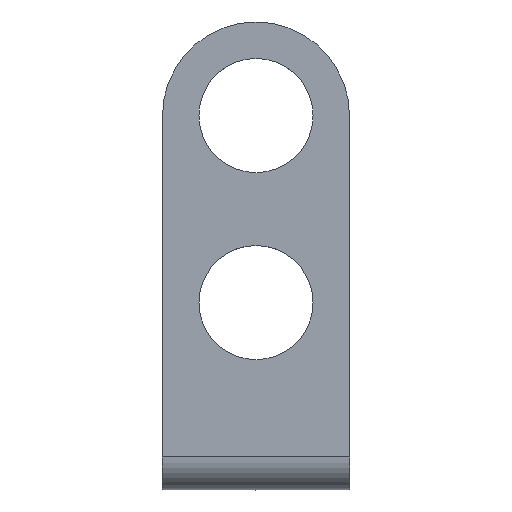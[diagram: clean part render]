
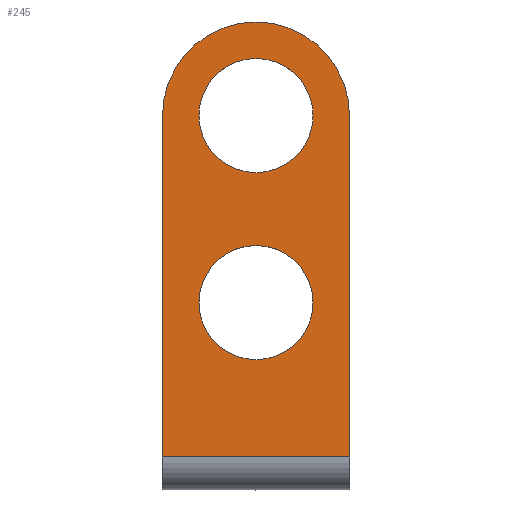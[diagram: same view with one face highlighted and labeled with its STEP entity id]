
A CAD part, top view. The second image highlights one B-rep face of the part: STEP entity #245.
In plain terms, the highlighted planar face has unit normal (0, 0, 1).
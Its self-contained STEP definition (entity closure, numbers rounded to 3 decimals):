
#78 = VERTEX_POINT ( 'NONE', #511 ) ;
#79 = EDGE_CURVE ( 'NONE', #80, #78, #510, .T. ) ;
#80 = VERTEX_POINT ( 'NONE', #505 ) ;
#110 = VERTEX_POINT ( 'NONE', #577 ) ;
#112 = EDGE_CURVE ( 'NONE', #110, #113, #576, .T. ) ;
#113 = VERTEX_POINT ( 'NONE', #571 ) ;
#140 = VERTEX_POINT ( 'NONE', #615 ) ;
#167 = EDGE_LOOP ( 'NONE', ( #168, #221 ) ) ;
#168 = ORIENTED_EDGE ( 'NONE', *, *, #169, .F. ) ;
#169 = EDGE_CURVE ( 'NONE', #113, #110, #694, .T. ) ;
#196 = EDGE_CURVE ( 'NONE', #140, #1034, #709, .T. ) ;
#204 = VERTEX_POINT ( 'NONE', #751 ) ;
#210 = ORIENTED_EDGE ( 'NONE', *, *, #211, .F. ) ;
#211 = EDGE_CURVE ( 'NONE', #1034, #204, #746, .T. ) ;
#212 = ORIENTED_EDGE ( 'NONE', *, *, #196, .F. ) ;
#221 = ORIENTED_EDGE ( 'NONE', *, *, #112, .F. ) ;
#222 = EDGE_LOOP ( 'NONE', ( #223, #225 ) ) ;
#223 = ORIENTED_EDGE ( 'NONE', *, *, #224, .F. ) ;
#224 = EDGE_CURVE ( 'NONE', #78, #80, #733, .T. ) ;
#225 = ORIENTED_EDGE ( 'NONE', *, *, #79, .F. ) ;
#226 = EDGE_LOOP ( 'NONE', ( #227, #230, #233, #210, #212 ) ) ;
#227 = ORIENTED_EDGE ( 'NONE', *, *, #228, .T. ) ;
#228 = EDGE_CURVE ( 'NONE', #140, #229, #787, .T. ) ;
#229 = VERTEX_POINT ( 'NONE', #782 ) ;
#230 = ORIENTED_EDGE ( 'NONE', *, *, #231, .T. ) ;
#231 = EDGE_CURVE ( 'NONE', #229, #232, #781, .T. ) ;
#232 = VERTEX_POINT ( 'NONE', #776 ) ;
#233 = ORIENTED_EDGE ( 'NONE', *, *, #234, .T. ) ;
#234 = EDGE_CURVE ( 'NONE', #232, #204, #775, .T. ) ;
#245 = ADVANCED_FACE ( 'NONE', ( #819, #818, #817 ), #816, .F. ) ;
#505 = CARTESIAN_POINT ( 'NONE',  ( -6.1, 0., 0. ) ) ;
#506 = DIRECTION ( 'NONE',  ( 1., 0., 0. ) ) ;
#507 = DIRECTION ( 'NONE',  ( 0., 0., 1. ) ) ;
#508 = CARTESIAN_POINT ( 'NONE',  ( 0., 0., 0. ) ) ;
#509 = AXIS2_PLACEMENT_3D ( 'NONE', #508, #507, #506 ) ;
#510 = CIRCLE ( 'NONE', #509, 6.1 ) ;
#511 = CARTESIAN_POINT ( 'NONE',  ( 6.1, 0., 0. ) ) ;
#571 = CARTESIAN_POINT ( 'NONE',  ( 6.1, 20., 0. ) ) ;
#572 = DIRECTION ( 'NONE',  ( 1., 0., 0. ) ) ;
#573 = DIRECTION ( 'NONE',  ( 0., 0., 1. ) ) ;
#574 = CARTESIAN_POINT ( 'NONE',  ( 0., 20., 0. ) ) ;
#575 = AXIS2_PLACEMENT_3D ( 'NONE', #574, #573, #572 ) ;
#576 = CIRCLE ( 'NONE', #575, 6.1 ) ;
#577 = CARTESIAN_POINT ( 'NONE',  ( -6.1, 20., 0. ) ) ;
#615 = CARTESIAN_POINT ( 'NONE',  ( 10., 20., 0. ) ) ;
#690 = DIRECTION ( 'NONE',  ( 1., 0., 0. ) ) ;
#691 = DIRECTION ( 'NONE',  ( 0., 0., 1. ) ) ;
#692 = CARTESIAN_POINT ( 'NONE',  ( 0., 20., 0. ) ) ;
#693 = AXIS2_PLACEMENT_3D ( 'NONE', #692, #691, #690 ) ;
#694 = CIRCLE ( 'NONE', #693, 6.1 ) ;
#706 = DIRECTION ( 'NONE',  ( 0., -1., 0. ) ) ;
#707 = VECTOR ( 'NONE', #706, 1000. ) ;
#708 = CARTESIAN_POINT ( 'NONE',  ( 10., 30., 0. ) ) ;
#709 = LINE ( 'NONE', #708, #707 ) ;
#733 = CIRCLE ( 'NONE', #791, 6.1 ) ;
#743 = DIRECTION ( 'NONE',  ( -1., 0., 0. ) ) ;
#744 = VECTOR ( 'NONE', #743, 1000. ) ;
#745 = CARTESIAN_POINT ( 'NONE',  ( 10., -16.5, 0. ) ) ;
#746 = LINE ( 'NONE', #745, #744 ) ;
#751 = CARTESIAN_POINT ( 'NONE',  ( -10., -16.5, 0. ) ) ;
#772 = DIRECTION ( 'NONE',  ( 0., -1., 0. ) ) ;
#773 = VECTOR ( 'NONE', #772, 1000. ) ;
#774 = CARTESIAN_POINT ( 'NONE',  ( -10., 30., 0. ) ) ;
#775 = LINE ( 'NONE', #774, #773 ) ;
#776 = CARTESIAN_POINT ( 'NONE',  ( -10., 20., 0. ) ) ;
#777 = DIRECTION ( 'NONE',  ( 0., 1., 0. ) ) ;
#778 = DIRECTION ( 'NONE',  ( 0., 0., 1. ) ) ;
#779 = CARTESIAN_POINT ( 'NONE',  ( 0., 20., 0. ) ) ;
#780 = AXIS2_PLACEMENT_3D ( 'NONE', #779, #778, #777 ) ;
#781 = CIRCLE ( 'NONE', #780, 10. ) ;
#782 = CARTESIAN_POINT ( 'NONE',  ( 0., 30., 0. ) ) ;
#783 = DIRECTION ( 'NONE',  ( 0., 1., 0. ) ) ;
#784 = DIRECTION ( 'NONE',  ( 0., 0., 1. ) ) ;
#785 = CARTESIAN_POINT ( 'NONE',  ( 0., 20., 0. ) ) ;
#786 = AXIS2_PLACEMENT_3D ( 'NONE', #785, #784, #783 ) ;
#787 = CIRCLE ( 'NONE', #786, 10. ) ;
#788 = DIRECTION ( 'NONE',  ( 1., 0., 0. ) ) ;
#789 = DIRECTION ( 'NONE',  ( 0., 0., 1. ) ) ;
#790 = CARTESIAN_POINT ( 'NONE',  ( 0., 0., 0. ) ) ;
#791 = AXIS2_PLACEMENT_3D ( 'NONE', #790, #789, #788 ) ;
#811 = DIRECTION ( 'NONE',  ( 0., 1., 0. ) ) ;
#812 = DIRECTION ( 'NONE',  ( 0., 0., -1. ) ) ;
#813 = CARTESIAN_POINT ( 'NONE',  ( 10., 30., 0. ) ) ;
#815 = AXIS2_PLACEMENT_3D ( 'NONE', #813, #812, #811 ) ;
#816 = PLANE ( 'NONE',  #815 ) ;
#817 = FACE_OUTER_BOUND ( 'NONE', #226, .T. ) ;
#818 = FACE_BOUND ( 'NONE', #222, .T. ) ;
#819 = FACE_BOUND ( 'NONE', #167, .T. ) ;
#969 = CARTESIAN_POINT ( 'NONE',  ( 10., -16.5, 0. ) ) ;
#1034 = VERTEX_POINT ( 'NONE', #969 ) ;
